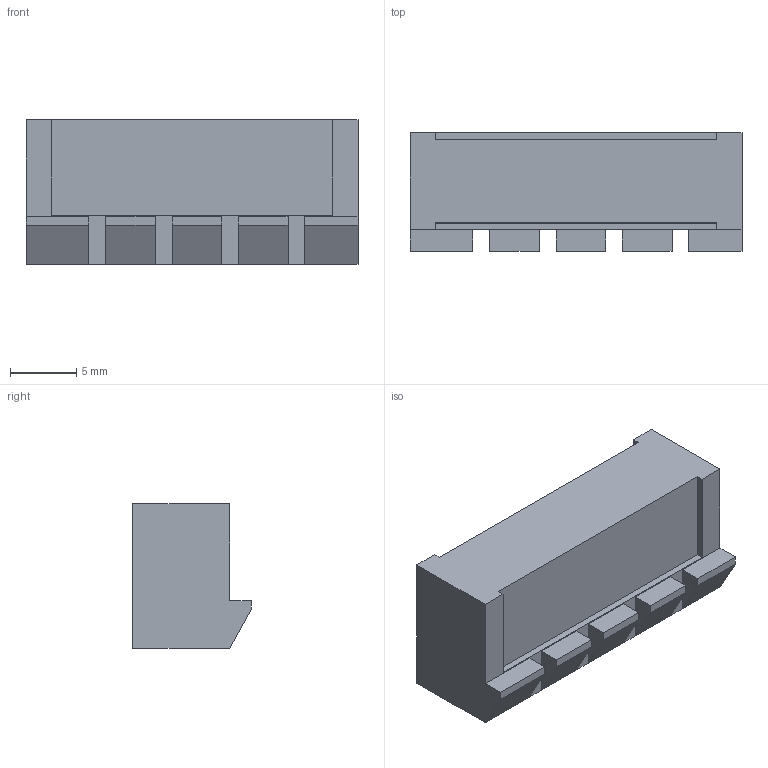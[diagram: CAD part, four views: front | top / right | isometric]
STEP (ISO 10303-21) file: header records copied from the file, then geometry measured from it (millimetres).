
FILE_DESCRIPTION(/* description */ (''),/* implementation_level */ '2;1');
FILE_NAME(/* name */ 'PCI-E x1.stp',/* time_stamp */ '2020-11-14T20:36:02+01:00',/* author */ ('Yatekii'),/* organization */ (''),/* preprocessor_version */ 'ST-DEVELOPER v18.1',/* originating_system */ 'Autodesk Inventor 2021',/* authorisation */ '');
FILE_SCHEMA (('AUTOMOTIVE_DESIGN { 1 0 10303 214 3 1 1 }'));
Length unit declared in the file: millimetre
Products named in the file (1): PCI-E x1
Bounding box: 25 x 8.94 x 10.9 mm (x, y, z)
Volume: 1386.2 mm3; surface area: 2795.3 mm2
Topology: 1 solids, 1 shells, 259 faces, 631 edges, 418 vertices
Faces by surface type: plane 259
Entity records: 7462 total; most frequent: CARTESIAN_POINT 1309, ORIENTED_EDGE 1262, DIRECTION 1151, LINE 631, VECTOR 631, EDGE_CURVE 631, VERTEX_POINT 418, EDGE_LOOP 303
